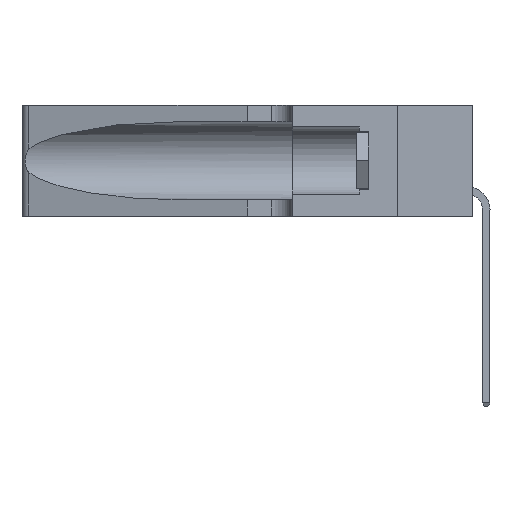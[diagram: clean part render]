
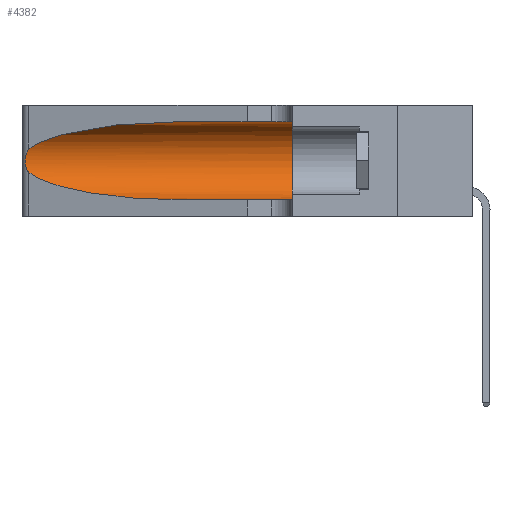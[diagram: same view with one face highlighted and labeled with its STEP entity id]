
A CAD part, left-side view. The second image highlights one B-rep face of the part: STEP entity #4382.
In plain terms, the highlighted cylindrical face has radius 3.308 mm (diameter 6.617 mm), a partial arc.
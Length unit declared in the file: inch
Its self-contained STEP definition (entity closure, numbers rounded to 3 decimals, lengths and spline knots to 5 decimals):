
#845 = CARTESIAN_POINT ( 'NONE',  ( 0.25789, 1.23486, 0.15765 ) ) ;
#970 = VECTOR ( 'NONE', #37516, 39.37008 ) ;
#4012 = CARTESIAN_POINT ( 'NONE',  ( 0.25639, 1.23186, 0.15144 ) ) ;
#4149 = CARTESIAN_POINT ( 'NONE',  ( 0.25639, 1.23184, 0.21858 ) ) ;
#4382 = ADVANCED_FACE ( 'NONE', ( #8946 ), #6448, .F. ) ;
#5031 = CARTESIAN_POINT ( 'NONE',  ( 0.1305, 0.72297, 0.31525 ) ) ;
#5328 = CARTESIAN_POINT ( 'NONE',  ( 0.25487, 1.22718, 0.22369 ) ) ;
#5402 = DIRECTION ( 'NONE',  ( 0., 0., -1. ) ) ;
#5431 = CARTESIAN_POINT ( 'NONE',  ( 0.1305, 0.72297, 0.31525 ) ) ;
#5852 = DIRECTION ( 'NONE',  ( 0., -1., 0. ) ) ;
#6448 = CYLINDRICAL_SURFACE ( 'NONE', #40626, 0.13025 ) ;
#6881 = EDGE_LOOP ( 'NONE', ( #19397, #27308, #34687, #36847, #36158, #23759 ) ) ;
#6883 = CIRCLE ( 'NONE', #16225, 0.13025 ) ;
#7027 =( BOUNDED_CURVE ( )  B_SPLINE_CURVE ( 3, ( #21389, #13370, #23458, #17974 ),
 .UNSPECIFIED., .F., .T. ) 
 B_SPLINE_CURVE_WITH_KNOTS ( ( 4, 4 ),
 ( 3.44316, 4.71239 ),
 .UNSPECIFIED. ) 
 CURVE ( )  GEOMETRIC_REPRESENTATION_ITEM ( )  RATIONAL_B_SPLINE_CURVE ( ( 1., 0.87, 0.87, 1. ) ) 
 REPRESENTATION_ITEM ( '' )  );
#7286 = CARTESIAN_POINT ( 'NONE',  ( 0.1305, 0.35, 0.05475 ) ) ;
#8392 = CARTESIAN_POINT ( 'NONE',  ( 0.25487, 1.22718, 0.22369 ) ) ;
#8946 = FACE_OUTER_BOUND ( 'NONE', #6881, .T. ) ;
#9067 = VERTEX_POINT ( 'NONE', #5328 ) ;
#9482 = LINE ( 'NONE', #40268, #970 ) ;
#10040 = CARTESIAN_POINT ( 'NONE',  ( 0.26075, 1.23896, 0.178 ) ) ;
#10388 = VERTEX_POINT ( 'NONE', #18471 ) ;
#10462 = EDGE_CURVE ( 'NONE', #31426, #9067, #32359, .T. ) ;
#11551 = LINE ( 'NONE', #40261, #22558 ) ;
#12139 = VERTEX_POINT ( 'NONE', #21544 ) ;
#12674 = B_SPLINE_CURVE_WITH_KNOTS ( 'NONE', 3,
 ( #39285, #35557, #4149, #13490, #13359, #23180, #35681, #10040, #16578, #13627, #845, #4012, #16448, #39146 ),
 .UNSPECIFIED., .F., .F.,
 ( 4, 2, 2, 2, 2, 2, 4 ),
 ( 0., 0.00027, 0.00053, 0.00107, 0.0016, 0.00187, 0.00214 ),
 .UNSPECIFIED. ) ;
#13359 = CARTESIAN_POINT ( 'NONE',  ( 0.25854, 1.2359, 0.20912 ) ) ;
#13370 = CARTESIAN_POINT ( 'NONE',  ( 0.2373, 1.15595, 0.08982 ) ) ;
#13463 = EDGE_CURVE ( 'NONE', #12139, #23215, #6883, .T. ) ;
#13490 = CARTESIAN_POINT ( 'NONE',  ( 0.25787, 1.23484, 0.2124 ) ) ;
#13627 = CARTESIAN_POINT ( 'NONE',  ( 0.25856, 1.23593, 0.16098 ) ) ;
#14567 = CARTESIAN_POINT ( 'NONE',  ( 0.1305, 1.61858, 0.185 ) ) ;
#14992 = VERTEX_POINT ( 'NONE', #24755 ) ;
#16225 = AXIS2_PLACEMENT_3D ( 'NONE', #18625, #31049, #40785 ) ;
#16448 = CARTESIAN_POINT ( 'NONE',  ( 0.25555, 1.22993, 0.14849 ) ) ;
#16578 = CARTESIAN_POINT ( 'NONE',  ( 0.26017, 1.23833, 0.17102 ) ) ;
#17710 = CARTESIAN_POINT ( 'NONE',  ( 0.18966, 0.96281, 0.31525 ) ) ;
#17974 = CARTESIAN_POINT ( 'NONE',  ( 0.1305, 0.72297, 0.05475 ) ) ;
#18471 = CARTESIAN_POINT ( 'NONE',  ( 0.25487, 1.22718, 0.14631 ) ) ;
#18625 = CARTESIAN_POINT ( 'NONE',  ( 0.1305, 0.35, 0.185 ) ) ;
#19397 = ORIENTED_EDGE ( 'NONE', *, *, #10462, .T. ) ;
#21107 = EDGE_CURVE ( 'NONE', #10388, #14992, #7027, .T. ) ;
#21215 = DIRECTION ( 'NONE',  ( 0., -1., 0. ) ) ;
#21389 = CARTESIAN_POINT ( 'NONE',  ( 0.25487, 1.22718, 0.14631 ) ) ;
#21544 = CARTESIAN_POINT ( 'NONE',  ( 0.1305, 0.35, 0.31525 ) ) ;
#22558 = VECTOR ( 'NONE', #21215, 39.37008 ) ;
#23180 = CARTESIAN_POINT ( 'NONE',  ( 0.26018, 1.23835, 0.19895 ) ) ;
#23215 = VERTEX_POINT ( 'NONE', #7286 ) ;
#23458 = CARTESIAN_POINT ( 'NONE',  ( 0.18966, 0.96281, 0.05475 ) ) ;
#23759 = ORIENTED_EDGE ( 'NONE', *, *, #27133, .F. ) ;
#24755 = CARTESIAN_POINT ( 'NONE',  ( 0.1305, 0.72297, 0.05475 ) ) ;
#27133 = EDGE_CURVE ( 'NONE', #31426, #12139, #9482, .T. ) ;
#27304 = EDGE_CURVE ( 'NONE', #9067, #10388, #12674, .T. ) ;
#27308 = ORIENTED_EDGE ( 'NONE', *, *, #27304, .T. ) ;
#31049 = DIRECTION ( 'NONE',  ( 0., 1., 0. ) ) ;
#31426 = VERTEX_POINT ( 'NONE', #5431 ) ;
#32359 =( BOUNDED_CURVE ( )  B_SPLINE_CURVE ( 3, ( #5031, #17710, #36974, #8392 ),
 .UNSPECIFIED., .F., .F. ) 
 B_SPLINE_CURVE_WITH_KNOTS ( ( 4, 4 ),
 ( 1.5708, 2.84003 ),
 .UNSPECIFIED. ) 
 CURVE ( )  GEOMETRIC_REPRESENTATION_ITEM ( )  RATIONAL_B_SPLINE_CURVE ( ( 1., 0.87, 0.87, 1. ) ) 
 REPRESENTATION_ITEM ( '' )  );
#34687 = ORIENTED_EDGE ( 'NONE', *, *, #21107, .T. ) ;
#35557 = CARTESIAN_POINT ( 'NONE',  ( 0.25555, 1.22994, 0.2215 ) ) ;
#35681 = CARTESIAN_POINT ( 'NONE',  ( 0.26075, 1.23896, 0.19203 ) ) ;
#36158 = ORIENTED_EDGE ( 'NONE', *, *, #13463, .F. ) ;
#36847 = ORIENTED_EDGE ( 'NONE', *, *, #39204, .T. ) ;
#36974 = CARTESIAN_POINT ( 'NONE',  ( 0.2373, 1.15595, 0.28018 ) ) ;
#37516 = DIRECTION ( 'NONE',  ( 0., -1., 0. ) ) ;
#39146 = CARTESIAN_POINT ( 'NONE',  ( 0.25487, 1.22718, 0.14631 ) ) ;
#39204 = EDGE_CURVE ( 'NONE', #14992, #23215, #11551, .T. ) ;
#39285 = CARTESIAN_POINT ( 'NONE',  ( 0.25487, 1.22718, 0.22369 ) ) ;
#40261 = CARTESIAN_POINT ( 'NONE',  ( 0.1305, 1.61858, 0.05475 ) ) ;
#40268 = CARTESIAN_POINT ( 'NONE',  ( 0.1305, 1.61858, 0.31525 ) ) ;
#40626 = AXIS2_PLACEMENT_3D ( 'NONE', #14567, #5852, #5402 ) ;
#40785 = DIRECTION ( 'NONE',  ( 0., 0., 1. ) ) ;
